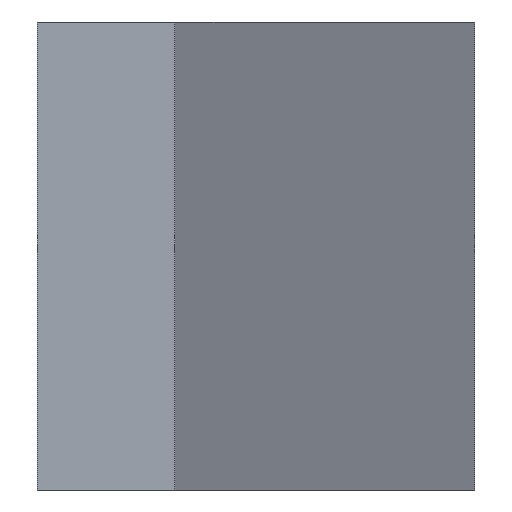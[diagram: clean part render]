
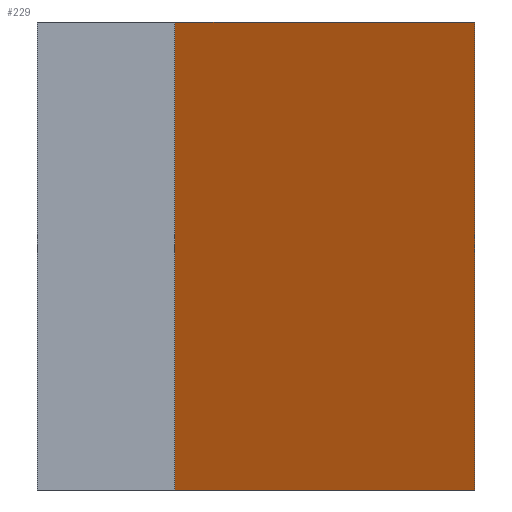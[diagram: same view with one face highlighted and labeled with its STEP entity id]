
A CAD part, left-side view. The second image highlights one B-rep face of the part: STEP entity #229.
In plain terms, the highlighted planar face has unit normal (-0.206, -0.979, 0).
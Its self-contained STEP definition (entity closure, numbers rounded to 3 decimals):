
#2 = CARTESIAN_POINT ( 'NONE',  ( -70.553, 96.391, 0. ) ) ;
#10 = CARTESIAN_POINT ( 'NONE',  ( -70.553, 96.391, 0. ) ) ;
#13 = VERTEX_POINT ( 'NONE', #15 ) ;
#15 = CARTESIAN_POINT ( 'NONE',  ( -70.553, 96.391, 0. ) ) ;
#17 = VECTOR ( 'NONE', #30, 1000. ) ;
#30 = DIRECTION ( 'NONE',  ( 0.979, -0.206, 0. ) ) ;
#49 = EDGE_CURVE ( 'NONE', #154, #146, #190, .T. ) ;
#92 = ORIENTED_EDGE ( 'NONE', *, *, #49, .T. ) ;
#98 = VECTOR ( 'NONE', #296, 1000. ) ;
#110 = CARTESIAN_POINT ( 'NONE',  ( -70.553, 96.391, 17. ) ) ;
#129 = ORIENTED_EDGE ( 'NONE', *, *, #415, .F. ) ;
#143 = DIRECTION ( 'NONE',  ( -0.206, -0.979, 0. ) ) ;
#144 = FACE_OUTER_BOUND ( 'NONE', #460, .T. ) ;
#145 = DIRECTION ( 'NONE',  ( 0.979, -0.206, 0. ) ) ;
#146 = VERTEX_POINT ( 'NONE', #307 ) ;
#154 = VERTEX_POINT ( 'NONE', #355 ) ;
#163 = CARTESIAN_POINT ( 'NONE',  ( -18.832, 85.499, 0. ) ) ;
#172 = VECTOR ( 'NONE', #219, 1000. ) ;
#185 = CARTESIAN_POINT ( 'NONE',  ( -70.553, 96.391, 0. ) ) ;
#190 = LINE ( 'NONE', #163, #98 ) ;
#196 = VERTEX_POINT ( 'NONE', #316 ) ;
#219 = DIRECTION ( 'NONE',  ( 0.979, -0.206, 0. ) ) ;
#229 = ADVANCED_FACE ( 'NONE', ( #144 ), #358, .T. ) ;
#234 = EDGE_CURVE ( 'NONE', #13, #196, #429, .T. ) ;
#284 = AXIS2_PLACEMENT_3D ( 'NONE', #10, #143, #145 ) ;
#296 = DIRECTION ( 'NONE',  ( 0., 0., 1. ) ) ;
#307 = CARTESIAN_POINT ( 'NONE',  ( -18.832, 85.499, 17. ) ) ;
#310 = ORIENTED_EDGE ( 'NONE', *, *, #234, .F. ) ;
#316 = CARTESIAN_POINT ( 'NONE',  ( -70.553, 96.391, 17. ) ) ;
#347 = LINE ( 'NONE', #110, #17 ) ;
#355 = CARTESIAN_POINT ( 'NONE',  ( -18.832, 85.499, 0. ) ) ;
#358 = PLANE ( 'NONE',  #284 ) ;
#410 = VECTOR ( 'NONE', #461, 1000. ) ;
#415 = EDGE_CURVE ( 'NONE', #196, #146, #347, .T. ) ;
#429 = LINE ( 'NONE', #2, #410 ) ;
#434 = LINE ( 'NONE', #185, #172 ) ;
#436 = ORIENTED_EDGE ( 'NONE', *, *, #454, .T. ) ;
#454 = EDGE_CURVE ( 'NONE', #13, #154, #434, .T. ) ;
#460 = EDGE_LOOP ( 'NONE', ( #129, #310, #436, #92 ) ) ;
#461 = DIRECTION ( 'NONE',  ( 0., 0., 1. ) ) ;
